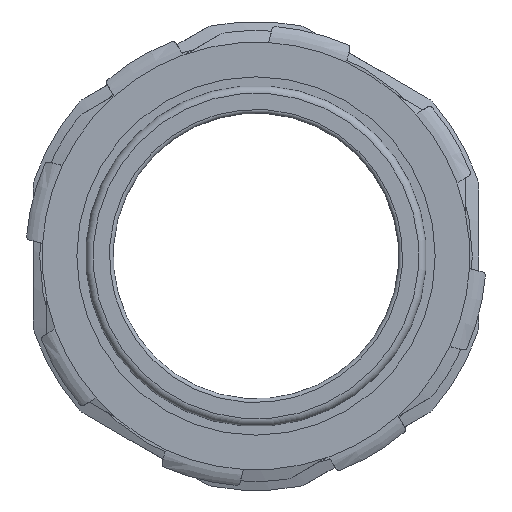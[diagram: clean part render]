
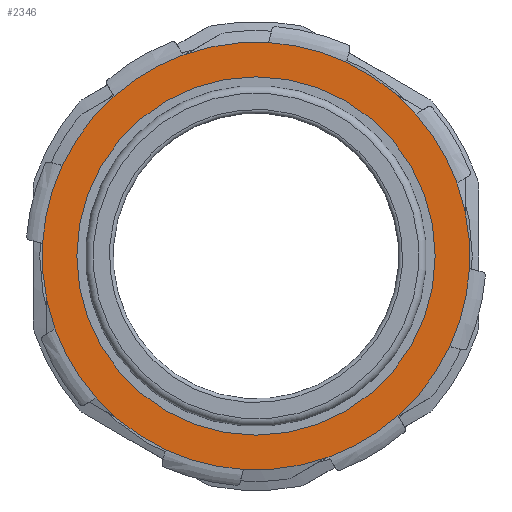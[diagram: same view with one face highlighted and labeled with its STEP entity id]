
A CAD part, front view. The second image highlights one B-rep face of the part: STEP entity #2346.
In plain terms, the highlighted planar face has unit normal (0, -1, 0).
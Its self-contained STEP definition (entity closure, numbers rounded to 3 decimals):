
#317=FACE_BOUND('',#542,.T.);
#333=PLANE('',#2551);
#397=FACE_OUTER_BOUND('',#541,.T.);
#541=EDGE_LOOP('',(#1743,#1744,#1745,#1746,#1747,#1748,#1749,#1750,#1751,
#1752,#1753,#1754,#1755,#1756,#1757,#1758));
#542=EDGE_LOOP('',(#1759));
#905=CIRCLE('',#2552,28.225);
#906=CIRCLE('',#2553,28.225);
#907=CIRCLE('',#2554,28.225);
#908=CIRCLE('',#2555,28.225);
#909=CIRCLE('',#2556,28.225);
#910=CIRCLE('',#2557,28.225);
#911=CIRCLE('',#2558,28.225);
#912=CIRCLE('',#2559,28.225);
#913=CIRCLE('',#2560,28.225);
#914=CIRCLE('',#2561,28.225);
#915=CIRCLE('',#2562,28.225);
#916=CIRCLE('',#2563,28.225);
#917=CIRCLE('',#2564,28.225);
#918=CIRCLE('',#2565,28.225);
#919=CIRCLE('',#2566,28.225);
#920=CIRCLE('',#2567,28.225);
#921=CIRCLE('',#2568,23.65);
#1045=VERTEX_POINT('',#3634);
#1046=VERTEX_POINT('',#3635);
#1047=VERTEX_POINT('',#3637);
#1048=VERTEX_POINT('',#3639);
#1049=VERTEX_POINT('',#3641);
#1050=VERTEX_POINT('',#3643);
#1051=VERTEX_POINT('',#3645);
#1052=VERTEX_POINT('',#3647);
#1053=VERTEX_POINT('',#3649);
#1054=VERTEX_POINT('',#3651);
#1055=VERTEX_POINT('',#3653);
#1056=VERTEX_POINT('',#3655);
#1057=VERTEX_POINT('',#3657);
#1058=VERTEX_POINT('',#3659);
#1059=VERTEX_POINT('',#3661);
#1060=VERTEX_POINT('',#3663);
#1061=VERTEX_POINT('',#3666);
#1299=EDGE_CURVE('',#1045,#1046,#905,.T.);
#1300=EDGE_CURVE('',#1046,#1047,#906,.T.);
#1301=EDGE_CURVE('',#1047,#1048,#907,.T.);
#1302=EDGE_CURVE('',#1048,#1049,#908,.T.);
#1303=EDGE_CURVE('',#1049,#1050,#909,.T.);
#1304=EDGE_CURVE('',#1050,#1051,#910,.T.);
#1305=EDGE_CURVE('',#1051,#1052,#911,.T.);
#1306=EDGE_CURVE('',#1052,#1053,#912,.T.);
#1307=EDGE_CURVE('',#1053,#1054,#913,.T.);
#1308=EDGE_CURVE('',#1054,#1055,#914,.T.);
#1309=EDGE_CURVE('',#1055,#1056,#915,.T.);
#1310=EDGE_CURVE('',#1056,#1057,#916,.T.);
#1311=EDGE_CURVE('',#1057,#1058,#917,.T.);
#1312=EDGE_CURVE('',#1058,#1059,#918,.T.);
#1313=EDGE_CURVE('',#1059,#1060,#919,.T.);
#1314=EDGE_CURVE('',#1060,#1045,#920,.T.);
#1315=EDGE_CURVE('',#1061,#1061,#921,.T.);
#1743=ORIENTED_EDGE('',*,*,#1299,.T.);
#1744=ORIENTED_EDGE('',*,*,#1300,.T.);
#1745=ORIENTED_EDGE('',*,*,#1301,.T.);
#1746=ORIENTED_EDGE('',*,*,#1302,.T.);
#1747=ORIENTED_EDGE('',*,*,#1303,.T.);
#1748=ORIENTED_EDGE('',*,*,#1304,.T.);
#1749=ORIENTED_EDGE('',*,*,#1305,.T.);
#1750=ORIENTED_EDGE('',*,*,#1306,.T.);
#1751=ORIENTED_EDGE('',*,*,#1307,.T.);
#1752=ORIENTED_EDGE('',*,*,#1308,.T.);
#1753=ORIENTED_EDGE('',*,*,#1309,.T.);
#1754=ORIENTED_EDGE('',*,*,#1310,.T.);
#1755=ORIENTED_EDGE('',*,*,#1311,.T.);
#1756=ORIENTED_EDGE('',*,*,#1312,.T.);
#1757=ORIENTED_EDGE('',*,*,#1313,.T.);
#1758=ORIENTED_EDGE('',*,*,#1314,.T.);
#1759=ORIENTED_EDGE('',*,*,#1315,.F.);
#2346=ADVANCED_FACE('',(#397,#317),#333,.T.);
#2551=AXIS2_PLACEMENT_3D('',#3633,#2908,#2909);
#2552=AXIS2_PLACEMENT_3D('',#3636,#2910,#2911);
#2553=AXIS2_PLACEMENT_3D('',#3638,#2912,#2913);
#2554=AXIS2_PLACEMENT_3D('',#3640,#2914,#2915);
#2555=AXIS2_PLACEMENT_3D('',#3642,#2916,#2917);
#2556=AXIS2_PLACEMENT_3D('',#3644,#2918,#2919);
#2557=AXIS2_PLACEMENT_3D('',#3646,#2920,#2921);
#2558=AXIS2_PLACEMENT_3D('',#3648,#2922,#2923);
#2559=AXIS2_PLACEMENT_3D('',#3650,#2924,#2925);
#2560=AXIS2_PLACEMENT_3D('',#3652,#2926,#2927);
#2561=AXIS2_PLACEMENT_3D('',#3654,#2928,#2929);
#2562=AXIS2_PLACEMENT_3D('',#3656,#2930,#2931);
#2563=AXIS2_PLACEMENT_3D('',#3658,#2932,#2933);
#2564=AXIS2_PLACEMENT_3D('',#3660,#2934,#2935);
#2565=AXIS2_PLACEMENT_3D('',#3662,#2936,#2937);
#2566=AXIS2_PLACEMENT_3D('',#3664,#2938,#2939);
#2567=AXIS2_PLACEMENT_3D('',#3665,#2940,#2941);
#2568=AXIS2_PLACEMENT_3D('',#3667,#2942,#2943);
#2908=DIRECTION('center_axis',(0.,-1.,0.));
#2909=DIRECTION('ref_axis',(0.969,0.,-0.246));
#2910=DIRECTION('center_axis',(0.,-1.,0.));
#2911=DIRECTION('ref_axis',(0.969,0.,-0.246));
#2912=DIRECTION('center_axis',(0.,-1.,0.));
#2913=DIRECTION('ref_axis',(0.246,0.,0.969));
#2914=DIRECTION('center_axis',(0.,-1.,0.));
#2915=DIRECTION('ref_axis',(0.969,0.,-0.246));
#2916=DIRECTION('center_axis',(0.,-1.,0.));
#2917=DIRECTION('ref_axis',(0.246,0.,0.969));
#2918=DIRECTION('center_axis',(0.,-1.,0.));
#2919=DIRECTION('ref_axis',(0.969,0.,-0.246));
#2920=DIRECTION('center_axis',(0.,-1.,0.));
#2921=DIRECTION('ref_axis',(0.246,0.,0.969));
#2922=DIRECTION('center_axis',(0.,-1.,0.));
#2923=DIRECTION('ref_axis',(0.969,0.,-0.246));
#2924=DIRECTION('center_axis',(0.,-1.,0.));
#2925=DIRECTION('ref_axis',(0.246,0.,0.969));
#2926=DIRECTION('center_axis',(0.,-1.,0.));
#2927=DIRECTION('ref_axis',(0.969,0.,-0.246));
#2928=DIRECTION('center_axis',(0.,-1.,0.));
#2929=DIRECTION('ref_axis',(0.246,0.,0.969));
#2930=DIRECTION('center_axis',(0.,-1.,0.));
#2931=DIRECTION('ref_axis',(0.969,0.,-0.246));
#2932=DIRECTION('center_axis',(0.,-1.,0.));
#2933=DIRECTION('ref_axis',(0.246,0.,0.969));
#2934=DIRECTION('center_axis',(0.,-1.,0.));
#2935=DIRECTION('ref_axis',(0.969,0.,-0.246));
#2936=DIRECTION('center_axis',(0.,-1.,0.));
#2937=DIRECTION('ref_axis',(0.246,0.,0.969));
#2938=DIRECTION('center_axis',(0.,-1.,0.));
#2939=DIRECTION('ref_axis',(0.969,0.,-0.246));
#2940=DIRECTION('center_axis',(0.,-1.,0.));
#2941=DIRECTION('ref_axis',(0.246,0.,0.969));
#2942=DIRECTION('center_axis',(0.,-1.,0.));
#2943=DIRECTION('ref_axis',(-1.,0.,0.));
#3633=CARTESIAN_POINT('Origin',(0.,6.75,0.));
#3634=CARTESIAN_POINT('',(25.573,6.75,-11.944));
#3635=CARTESIAN_POINT('',(28.176,6.75,-1.668));
#3636=CARTESIAN_POINT('Origin',(0.,6.75,0.));
#3637=CARTESIAN_POINT('',(26.529,6.75,9.637));
#3638=CARTESIAN_POINT('Origin',(0.,6.75,0.));
#3639=CARTESIAN_POINT('',(21.103,6.75,18.743));
#3640=CARTESIAN_POINT('Origin',(0.,6.75,0.));
#3641=CARTESIAN_POINT('',(11.944,6.75,25.573));
#3642=CARTESIAN_POINT('Origin',(0.,6.75,0.));
#3643=CARTESIAN_POINT('',(1.668,6.75,28.176));
#3644=CARTESIAN_POINT('Origin',(0.,6.75,0.));
#3645=CARTESIAN_POINT('',(-9.637,6.75,26.529));
#3646=CARTESIAN_POINT('Origin',(0.,6.75,0.));
#3647=CARTESIAN_POINT('',(-18.743,6.75,21.103));
#3648=CARTESIAN_POINT('Origin',(0.,6.75,0.));
#3649=CARTESIAN_POINT('',(-25.573,6.75,11.944));
#3650=CARTESIAN_POINT('Origin',(0.,6.75,0.));
#3651=CARTESIAN_POINT('',(-28.176,6.75,1.668));
#3652=CARTESIAN_POINT('Origin',(0.,6.75,0.));
#3653=CARTESIAN_POINT('',(-26.529,6.75,-9.637));
#3654=CARTESIAN_POINT('Origin',(0.,6.75,0.));
#3655=CARTESIAN_POINT('',(-21.103,6.75,-18.743));
#3656=CARTESIAN_POINT('Origin',(0.,6.75,0.));
#3657=CARTESIAN_POINT('',(-11.944,6.75,-25.573));
#3658=CARTESIAN_POINT('Origin',(0.,6.75,0.));
#3659=CARTESIAN_POINT('',(-1.668,6.75,-28.176));
#3660=CARTESIAN_POINT('Origin',(0.,6.75,0.));
#3661=CARTESIAN_POINT('',(9.637,6.75,-26.529));
#3662=CARTESIAN_POINT('Origin',(0.,6.75,0.));
#3663=CARTESIAN_POINT('',(18.743,6.75,-21.103));
#3664=CARTESIAN_POINT('Origin',(0.,6.75,0.));
#3665=CARTESIAN_POINT('Origin',(0.,6.75,0.));
#3666=CARTESIAN_POINT('',(23.65,6.75,0.));
#3667=CARTESIAN_POINT('Origin',(0.,6.75,0.));
